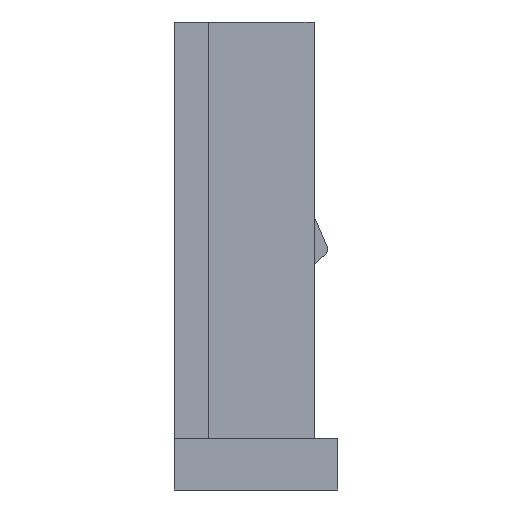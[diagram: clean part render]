
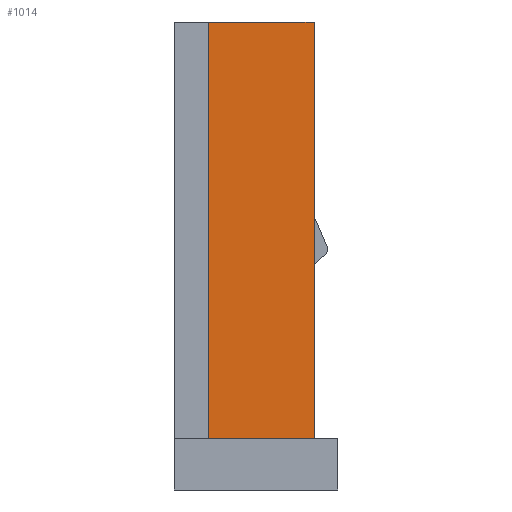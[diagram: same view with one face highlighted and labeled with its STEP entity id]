
A CAD part, left-side view. The second image highlights one B-rep face of the part: STEP entity #1014.
In plain terms, the highlighted planar face has unit normal (-1, 0, 0).
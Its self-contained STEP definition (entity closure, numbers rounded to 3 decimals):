
#575=CARTESIAN_POINT('',(-12.626,-1.656,0.));
#576=VERTEX_POINT('',#575);
#593=CARTESIAN_POINT('',(-12.626,-1.656,11.885));
#594=VERTEX_POINT('',#593);
#601=CARTESIAN_POINT('',(-12.626,-1.656,11.885));
#602=DIRECTION('',(0.,0.,-1.));
#603=VECTOR('',#602,11.885);
#604=LINE('',#601,#603);
#605=EDGE_CURVE('',#594,#576,#604,.T.);
#984=CARTESIAN_POINT('',(-12.626,-0.146,5.943));
#985=DIRECTION('',(0.,-1.,0.));
#986=DIRECTION('',(-1.,0.,0.));
#987=AXIS2_PLACEMENT_3D('',#984,#986,#985);
#988=PLANE('',#987);
#989=CARTESIAN_POINT('',(-12.626,1.364,0.));
#990=VERTEX_POINT('',#989);
#991=CARTESIAN_POINT('',(-12.626,1.364,0.));
#992=DIRECTION('',(0.,-1.,0.));
#993=VECTOR('',#992,3.02);
#994=LINE('',#991,#993);
#995=EDGE_CURVE('',#990,#576,#994,.T.);
#996=ORIENTED_EDGE('',*,*,#995,.T.);
#997=ORIENTED_EDGE('',*,*,#605,.F.);
#998=CARTESIAN_POINT('',(-12.626,1.364,11.885));
#999=VERTEX_POINT('',#998);
#1000=CARTESIAN_POINT('',(-12.626,-1.656,11.885));
#1001=DIRECTION('',(0.,1.,0.));
#1002=VECTOR('',#1001,3.02);
#1003=LINE('',#1000,#1002);
#1004=EDGE_CURVE('',#594,#999,#1003,.T.);
#1005=ORIENTED_EDGE('',*,*,#1004,.T.);
#1006=CARTESIAN_POINT('',(-12.626,1.364,11.885));
#1007=DIRECTION('',(0.,0.,-1.));
#1008=VECTOR('',#1007,11.885);
#1009=LINE('',#1006,#1008);
#1010=EDGE_CURVE('',#999,#990,#1009,.T.);
#1011=ORIENTED_EDGE('',*,*,#1010,.T.);
#1012=EDGE_LOOP('',(#996,#997,#1005,#1011));
#1013=FACE_OUTER_BOUND('',#1012,.T.);
#1014=ADVANCED_FACE('',(#1013),#988,.T.);
